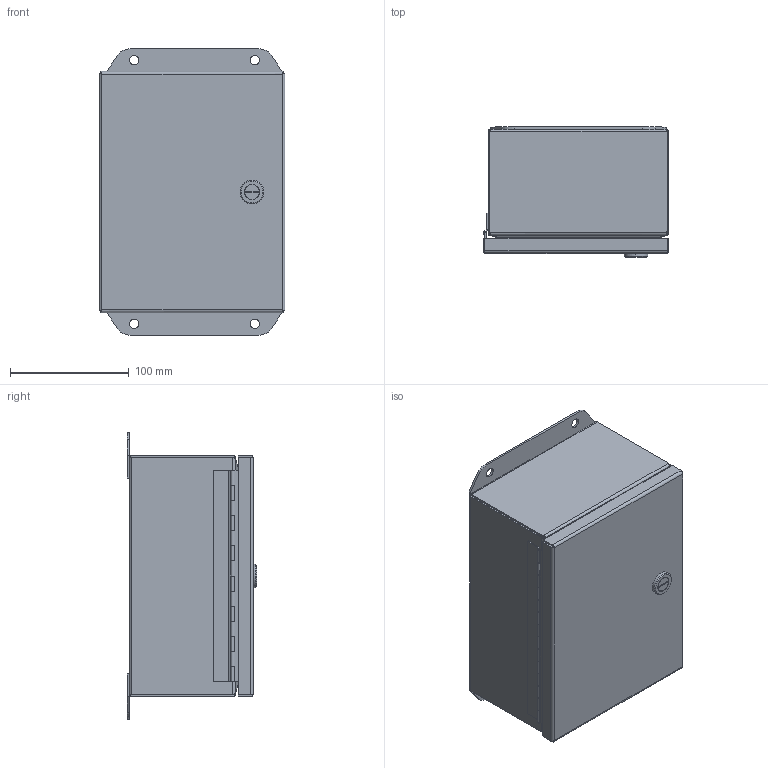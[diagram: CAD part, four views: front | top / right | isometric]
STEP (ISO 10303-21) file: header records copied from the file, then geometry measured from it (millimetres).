
FILE_DESCRIPTION (( 'STEP AP203' ), '1' );
FILE_NAME ('EJ863S16_Default.step', '2019-11-13T18:08:02', ( '' ), ( '' ), 'SwSTEP 2.0', 'SolidWorks 2019', '' );
FILE_SCHEMA (( 'CONFIG_CONTROL_DESIGN' ));
Length unit declared in the file: inch
Products named in the file (1): EJ863S16_Default
Bounding box: 156.6 x 109.36 x 241.3 mm (x, y, z)
Volume: 317111.6 mm3; surface area: 410353.3 mm2
Topology: 16 solids, 17 shells, 564 faces, 1388 edges, 857 vertices
Faces by surface type: plane 294, cylinder 190, bspline 44, cone 36
Entity records: 19135 total; most frequent: CARTESIAN_POINT 5886, ORIENTED_EDGE 2752, DIRECTION 2670, EDGE_CURVE 1376, LINE 900, VECTOR 900, AXIS2_PLACEMENT_3D 885, VERTEX_POINT 857
